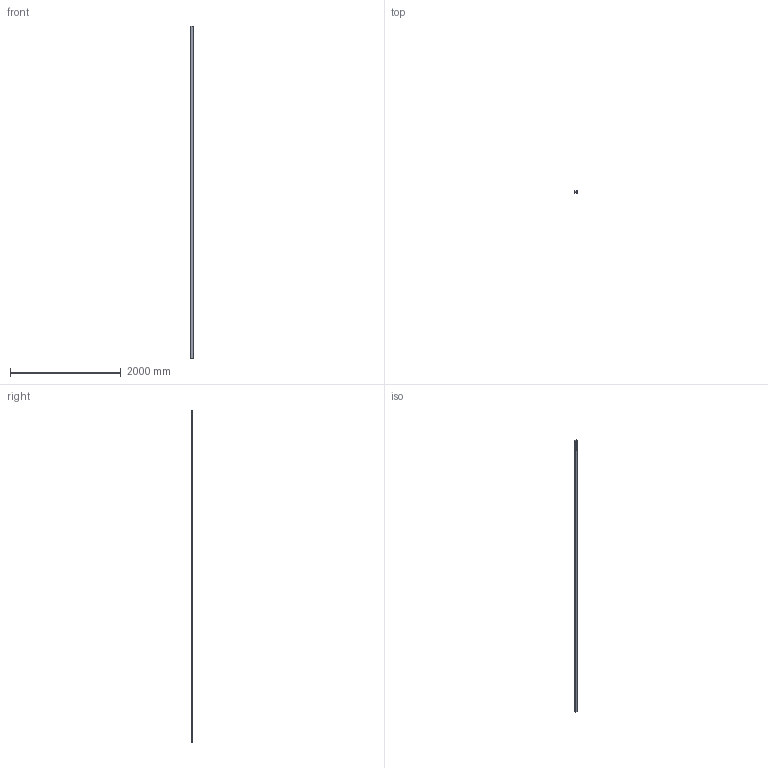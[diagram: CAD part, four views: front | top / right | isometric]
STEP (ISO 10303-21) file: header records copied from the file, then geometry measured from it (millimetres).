
FILE_DESCRIPTION (( 'STEP AP203' ), '1' );
FILE_NAME ('6994-6.step', '2021-12-22T10:31:40', ( '' ), ( '' ), 'SwSTEP 2.0', 'SolidWorks 2018', '' );
FILE_SCHEMA (( 'CONFIG_CONTROL_DESIGN' ));
Products named in the file (2): 6994-6
Bounding box: 50 x 30 x 6000 mm (x, y, z)
Volume: 2176119.8 mm3; surface area: 1744933.5 mm2
Topology: 1 solids, 1 shells, 3613 faces, 9569 edges, 7178 vertices
Faces by surface type: torus 2304, cylinder 1108, plane 117, bspline 84
Entity records: 255244 total; most frequent: CARTESIAN_POINT 176924, ORIENTED_EDGE 19138, DIRECTION 9687, EDGE_CURVE 9569, VERTEX_POINT 7178, B_SPLINE_CURVE_WITH_KNOTS 6972, EDGE_LOOP 4835, FACE_OUTER_BOUND 3613
